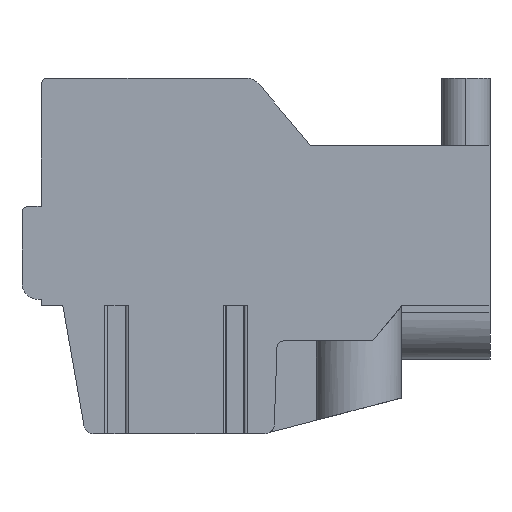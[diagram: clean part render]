
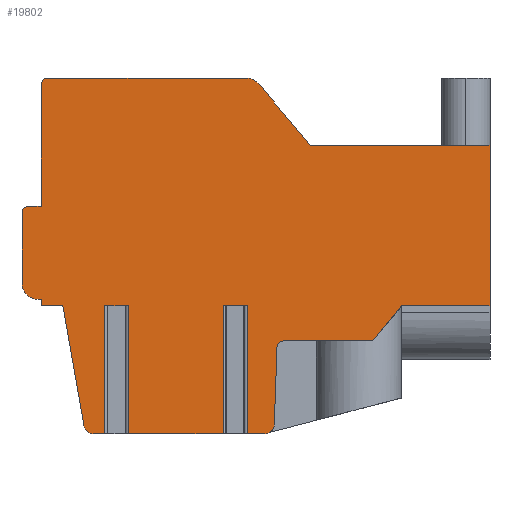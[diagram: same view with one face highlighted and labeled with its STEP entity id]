
A CAD part, front view. The second image highlights one B-rep face of the part: STEP entity #19802.
In plain terms, the highlighted planar face has unit normal (0, -1, 0).
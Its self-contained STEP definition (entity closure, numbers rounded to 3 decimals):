
#1=DIRECTION('',(1.,0.,0.));
#2=VECTOR('',#1,0.746);
#3=CARTESIAN_POINT('',(-12.023,0.,-7.186));
#4=LINE('',#3,#2);
#5=DIRECTION('',(0.,0.,-1.));
#6=VECTOR('',#5,4.);
#7=CARTESIAN_POINT('',(-12.023,0.,-7.186));
#8=LINE('',#7,#6);
#9=DIRECTION('',(-1.,0.,0.));
#10=VECTOR('',#9,0.348);
#11=CARTESIAN_POINT('',(-12.023,0.,-11.186));
#12=LINE('',#11,#10);
#13=CARTESIAN_POINT('',(-12.371,0.,-10.886));
#14=DIRECTION('',(0.,1.,0.));
#15=DIRECTION('',(0.,0.,-1.));
#16=AXIS2_PLACEMENT_3D('',#13,#14,#15);
#18=DIRECTION('',(-0.174,0.,0.985));
#19=VECTOR('',#18,3.81);
#20=CARTESIAN_POINT('',(-12.667,0.,-10.938));
#21=LINE('',#20,#19);
#22=DIRECTION('',(-1.,0.,0.));
#23=VECTOR('',#22,0.672);
#24=CARTESIAN_POINT('',(-13.328,0.,-7.186));
#25=LINE('',#24,#23);
#26=DIRECTION('',(0.,0.,1.));
#27=VECTOR('',#26,0.2);
#28=CARTESIAN_POINT('',(-14.,0.,-7.186));
#29=LINE('',#28,#27);
#30=DIRECTION('',(-1.,0.,0.));
#31=VECTOR('',#30,0.1);
#32=CARTESIAN_POINT('',(-14.,0.,-6.986));
#33=LINE('',#32,#31);
#34=CARTESIAN_POINT('',(-14.1,0.,-6.486));
#35=DIRECTION('',(0.,1.,0.));
#36=DIRECTION('',(0.,0.,-1.));
#37=AXIS2_PLACEMENT_3D('',#34,#35,#36);
#39=DIRECTION('',(0.,0.,1.));
#40=VECTOR('',#39,2.2);
#41=CARTESIAN_POINT('',(-14.6,0.,-6.486));
#42=LINE('',#41,#40);
#43=CARTESIAN_POINT('',(-14.4,0.,-4.286));
#44=DIRECTION('',(0.,1.,0.));
#45=DIRECTION('',(-1.,0.,0.));
#46=AXIS2_PLACEMENT_3D('',#43,#44,#45);
#48=DIRECTION('',(1.,0.,0.));
#49=VECTOR('',#48,0.4);
#50=CARTESIAN_POINT('',(-14.4,0.,-4.086));
#51=LINE('',#50,#49);
#52=DIRECTION('',(0.,0.,1.));
#53=VECTOR('',#52,3.8);
#54=CARTESIAN_POINT('',(-14.,0.,-4.086));
#55=LINE('',#54,#53);
#56=CARTESIAN_POINT('',(-13.8,0.,-0.286));
#57=DIRECTION('',(0.,1.,0.));
#58=DIRECTION('',(-1.,0.,0.));
#59=AXIS2_PLACEMENT_3D('',#56,#57,#58);
#61=DIRECTION('',(1.,0.,0.));
#62=VECTOR('',#61,6.205);
#63=CARTESIAN_POINT('',(-13.8,0.,-0.086));
#64=LINE('',#63,#62);
#65=CARTESIAN_POINT('',(-7.595,0.,-0.586));
#66=DIRECTION('',(0.,1.,0.));
#67=DIRECTION('',(0.,0.,1.));
#68=AXIS2_PLACEMENT_3D('',#65,#66,#67);
#70=DIRECTION('',(0.643,0.,-0.766));
#71=VECTOR('',#70,2.508);
#72=CARTESIAN_POINT('',(-7.212,0.,-0.264));
#73=LINE('',#72,#71);
#74=DIRECTION('',(1.,0.,0.));
#75=VECTOR('',#74,5.6);
#76=CARTESIAN_POINT('',(-5.6,0.,-2.186));
#77=LINE('',#76,#75);
#78=DIRECTION('',(0.,0.,-1.));
#79=VECTOR('',#78,5.);
#80=CARTESIAN_POINT('',(0.,0.,-2.186));
#81=LINE('',#80,#79);
#82=DIRECTION('',(-1.,0.,0.));
#83=VECTOR('',#82,2.75);
#84=CARTESIAN_POINT('',(0.,0.,-7.186));
#85=LINE('',#84,#83);
#86=DIRECTION('',(-0.635,0.,-0.773));
#87=VECTOR('',#86,1.423);
#88=CARTESIAN_POINT('',(-2.75,0.,-7.186));
#89=LINE('',#88,#87);
#90=DIRECTION('',(-1.,0.,0.));
#91=VECTOR('',#90,2.792);
#92=CARTESIAN_POINT('',(-3.653,0.,-8.286));
#93=LINE('',#92,#91);
#94=CARTESIAN_POINT('',(-6.445,0.,-8.486));
#95=DIRECTION('',(0.,-1.,0.));
#96=DIRECTION('',(0.,0.,1.));
#97=AXIS2_PLACEMENT_3D('',#94,#95,#96);
#99=DIRECTION('',(-0.035,0.,-0.999));
#100=VECTOR('',#99,2.419);
#101=CARTESIAN_POINT('',(-6.645,0.,-8.479));
#102=LINE('',#101,#100);
#103=CARTESIAN_POINT('',(-7.029,0.,-10.886));
#104=DIRECTION('',(0.,1.,0.));
#105=DIRECTION('',(0.999,0.,-0.035));
#106=AXIS2_PLACEMENT_3D('',#103,#104,#105);
#108=DIRECTION('',(-1.,0.,0.));
#109=VECTOR('',#108,0.547);
#110=CARTESIAN_POINT('',(-7.029,0.,-11.186));
#111=LINE('',#110,#109);
#112=DIRECTION('',(0.,0.,-1.));
#113=VECTOR('',#112,4.);
#114=CARTESIAN_POINT('',(-7.577,0.,-7.186));
#115=LINE('',#114,#113);
#116=DIRECTION('',(1.,0.,0.));
#117=VECTOR('',#116,0.746);
#118=CARTESIAN_POINT('',(-8.323,0.,-7.186));
#119=LINE('',#118,#117);
#120=DIRECTION('',(0.,0.,-1.));
#121=VECTOR('',#120,4.);
#122=CARTESIAN_POINT('',(-8.323,0.,-7.186));
#123=LINE('',#122,#121);
#124=DIRECTION('',(-1.,0.,0.));
#125=VECTOR('',#124,2.954);
#126=CARTESIAN_POINT('',(-8.323,0.,-11.186));
#127=LINE('',#126,#125);
#128=DIRECTION('',(0.,0.,-1.));
#129=VECTOR('',#128,4.);
#130=CARTESIAN_POINT('',(-11.277,0.,-7.186));
#131=LINE('',#130,#129);
#15503=CARTESIAN_POINT('',(-14.6,0.,-6.486));
#15504=CARTESIAN_POINT('',(-14.6,0.,-4.286));
#15505=VERTEX_POINT('',#15503);
#15506=VERTEX_POINT('',#15504);
#15507=CARTESIAN_POINT('',(-14.4,0.,-4.086));
#15508=VERTEX_POINT('',#15507);
#15509=CARTESIAN_POINT('',(-14.,0.,-4.086));
#15510=VERTEX_POINT('',#15509);
#15511=CARTESIAN_POINT('',(-14.,0.,-0.286));
#15512=VERTEX_POINT('',#15511);
#15513=CARTESIAN_POINT('',(-13.8,0.,-0.086));
#15514=VERTEX_POINT('',#15513);
#15515=CARTESIAN_POINT('',(-7.595,0.,-0.086));
#15516=VERTEX_POINT('',#15515);
#15517=CARTESIAN_POINT('',(-7.212,0.,-0.264));
#15518=VERTEX_POINT('',#15517);
#15519=CARTESIAN_POINT('',(-5.6,0.,-2.186));
#15520=VERTEX_POINT('',#15519);
#15521=CARTESIAN_POINT('',(0.,0.,-2.186));
#15522=VERTEX_POINT('',#15521);
#15523=CARTESIAN_POINT('',(0.,0.,-7.186));
#15524=VERTEX_POINT('',#15523);
#15525=CARTESIAN_POINT('',(-2.75,0.,-7.186));
#15526=VERTEX_POINT('',#15525);
#15527=CARTESIAN_POINT('',(-3.653,0.,-8.286));
#15528=VERTEX_POINT('',#15527);
#15529=CARTESIAN_POINT('',(-6.445,0.,-8.286));
#15530=VERTEX_POINT('',#15529);
#15531=CARTESIAN_POINT('',(-6.645,0.,-8.479));
#15532=VERTEX_POINT('',#15531);
#15533=CARTESIAN_POINT('',(-6.73,0.,-10.896));
#15534=VERTEX_POINT('',#15533);
#15535=CARTESIAN_POINT('',(-7.029,0.,-11.186));
#15536=VERTEX_POINT('',#15535);
#15537=CARTESIAN_POINT('',(-12.371,0.,-11.186));
#15538=CARTESIAN_POINT('',(-12.667,0.,-10.938));
#15539=VERTEX_POINT('',#15537);
#15540=VERTEX_POINT('',#15538);
#15541=CARTESIAN_POINT('',(-13.328,0.,-7.186));
#15542=VERTEX_POINT('',#15541);
#15543=CARTESIAN_POINT('',(-14.,0.,-7.186));
#15544=VERTEX_POINT('',#15543);
#15545=CARTESIAN_POINT('',(-14.,0.,-6.986));
#15546=VERTEX_POINT('',#15545);
#15547=CARTESIAN_POINT('',(-14.1,0.,-6.986));
#15548=VERTEX_POINT('',#15547);
#15994=CARTESIAN_POINT('',(-12.023,0.,-7.186));
#15995=CARTESIAN_POINT('',(-11.277,0.,-7.186));
#15996=VERTEX_POINT('',#15994);
#15997=VERTEX_POINT('',#15995);
#15998=CARTESIAN_POINT('',(-8.323,0.,-7.186));
#15999=CARTESIAN_POINT('',(-7.577,0.,-7.186));
#16000=VERTEX_POINT('',#15998);
#16001=VERTEX_POINT('',#15999);
#16002=CARTESIAN_POINT('',(-11.277,0.,-11.186));
#16003=VERTEX_POINT('',#16002);
#16004=CARTESIAN_POINT('',(-12.023,0.,-11.186));
#16005=VERTEX_POINT('',#16004);
#16006=CARTESIAN_POINT('',(-8.323,0.,-11.186));
#16007=VERTEX_POINT('',#16006);
#16008=CARTESIAN_POINT('',(-7.577,0.,-11.186));
#16009=VERTEX_POINT('',#16008);
#19733=CARTESIAN_POINT('',(0.,0.,0.));
#19734=DIRECTION('',(0.,1.,0.));
#19735=DIRECTION('',(1.,0.,0.));
#19736=AXIS2_PLACEMENT_3D('',#19733,#19734,#19735);
#19737=PLANE('',#19736);
#19739=ORIENTED_EDGE('',*,*,#19738,.F.);
#19741=ORIENTED_EDGE('',*,*,#19740,.T.);
#19743=ORIENTED_EDGE('',*,*,#19742,.T.);
#19745=ORIENTED_EDGE('',*,*,#19744,.T.);
#19747=ORIENTED_EDGE('',*,*,#19746,.T.);
#19749=ORIENTED_EDGE('',*,*,#19748,.T.);
#19751=ORIENTED_EDGE('',*,*,#19750,.T.);
#19753=ORIENTED_EDGE('',*,*,#19752,.T.);
#19755=ORIENTED_EDGE('',*,*,#19754,.T.);
#19757=ORIENTED_EDGE('',*,*,#19756,.T.);
#19759=ORIENTED_EDGE('',*,*,#19758,.T.);
#19761=ORIENTED_EDGE('',*,*,#19760,.T.);
#19763=ORIENTED_EDGE('',*,*,#19762,.T.);
#19765=ORIENTED_EDGE('',*,*,#19764,.T.);
#19767=ORIENTED_EDGE('',*,*,#19766,.T.);
#19769=ORIENTED_EDGE('',*,*,#19768,.T.);
#19771=ORIENTED_EDGE('',*,*,#19770,.T.);
#19773=ORIENTED_EDGE('',*,*,#19772,.T.);
#19775=ORIENTED_EDGE('',*,*,#19774,.T.);
#19777=ORIENTED_EDGE('',*,*,#19776,.T.);
#19779=ORIENTED_EDGE('',*,*,#19778,.T.);
#19781=ORIENTED_EDGE('',*,*,#19780,.T.);
#19783=ORIENTED_EDGE('',*,*,#19782,.T.);
#19785=ORIENTED_EDGE('',*,*,#19784,.T.);
#19787=ORIENTED_EDGE('',*,*,#19786,.T.);
#19789=ORIENTED_EDGE('',*,*,#19788,.T.);
#19791=ORIENTED_EDGE('',*,*,#19790,.F.);
#19793=ORIENTED_EDGE('',*,*,#19792,.F.);
#19795=ORIENTED_EDGE('',*,*,#19794,.T.);
#19797=ORIENTED_EDGE('',*,*,#19796,.T.);
#19799=ORIENTED_EDGE('',*,*,#19798,.F.);
#19800=EDGE_LOOP('',(#19739,#19741,#19743,#19745,#19747,#19749,#19751,#19753,
#19755,#19757,#19759,#19761,#19763,#19765,#19767,#19769,#19771,#19773,#19775,
#19777,#19779,#19781,#19783,#19785,#19787,#19789,#19791,#19793,#19795,#19797,
#19799));
#19801=FACE_OUTER_BOUND('',#19800,.F.);
#19802=ADVANCED_FACE('',(#19801),#19737,.F.);
#17=CIRCLE('',#16,0.3);
#38=CIRCLE('',#37,0.5);
#47=CIRCLE('',#46,0.2);
#60=CIRCLE('',#59,0.2);
#69=CIRCLE('',#68,0.5);
#98=CIRCLE('',#97,0.2);
#107=CIRCLE('',#106,0.3);
#19738=EDGE_CURVE('',#15996,#15997,#4,.T.);
#19740=EDGE_CURVE('',#15996,#16005,#8,.T.);
#19742=EDGE_CURVE('',#16005,#15539,#12,.T.);
#19744=EDGE_CURVE('',#15539,#15540,#17,.T.);
#19746=EDGE_CURVE('',#15540,#15542,#21,.T.);
#19748=EDGE_CURVE('',#15542,#15544,#25,.T.);
#19750=EDGE_CURVE('',#15544,#15546,#29,.T.);
#19752=EDGE_CURVE('',#15546,#15548,#33,.T.);
#19754=EDGE_CURVE('',#15548,#15505,#38,.T.);
#19756=EDGE_CURVE('',#15505,#15506,#42,.T.);
#19758=EDGE_CURVE('',#15506,#15508,#47,.T.);
#19760=EDGE_CURVE('',#15508,#15510,#51,.T.);
#19762=EDGE_CURVE('',#15510,#15512,#55,.T.);
#19764=EDGE_CURVE('',#15512,#15514,#60,.T.);
#19766=EDGE_CURVE('',#15514,#15516,#64,.T.);
#19768=EDGE_CURVE('',#15516,#15518,#69,.T.);
#19770=EDGE_CURVE('',#15518,#15520,#73,.T.);
#19772=EDGE_CURVE('',#15520,#15522,#77,.T.);
#19774=EDGE_CURVE('',#15522,#15524,#81,.T.);
#19776=EDGE_CURVE('',#15524,#15526,#85,.T.);
#19778=EDGE_CURVE('',#15526,#15528,#89,.T.);
#19780=EDGE_CURVE('',#15528,#15530,#93,.T.);
#19782=EDGE_CURVE('',#15530,#15532,#98,.T.);
#19784=EDGE_CURVE('',#15532,#15534,#102,.T.);
#19786=EDGE_CURVE('',#15534,#15536,#107,.T.);
#19788=EDGE_CURVE('',#15536,#16009,#111,.T.);
#19790=EDGE_CURVE('',#16001,#16009,#115,.T.);
#19792=EDGE_CURVE('',#16000,#16001,#119,.T.);
#19794=EDGE_CURVE('',#16000,#16007,#123,.T.);
#19796=EDGE_CURVE('',#16007,#16003,#127,.T.);
#19798=EDGE_CURVE('',#15997,#16003,#131,.T.);
